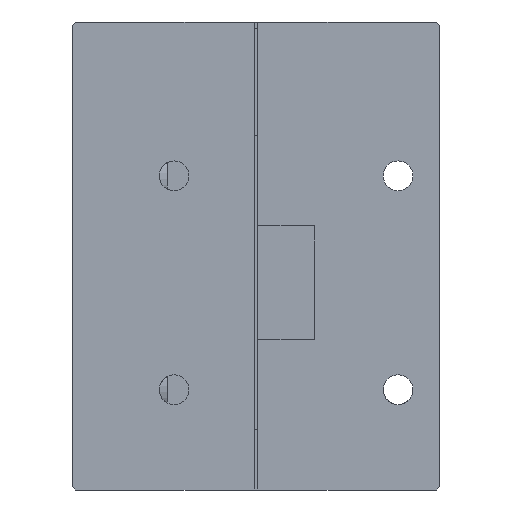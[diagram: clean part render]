
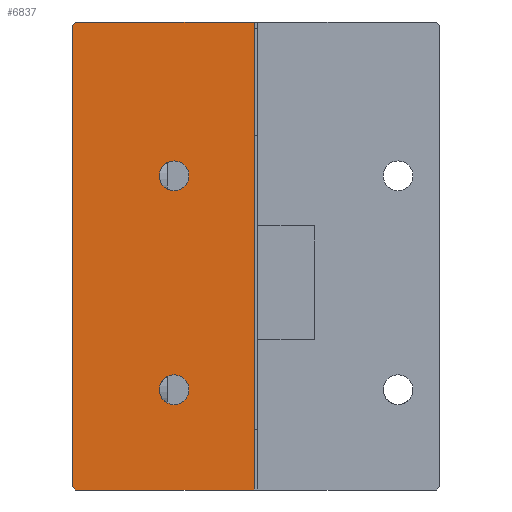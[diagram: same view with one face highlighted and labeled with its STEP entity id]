
A CAD part, left-side view. The second image highlights one B-rep face of the part: STEP entity #6837.
In plain terms, the highlighted planar face has unit normal (-1, 0, 0).
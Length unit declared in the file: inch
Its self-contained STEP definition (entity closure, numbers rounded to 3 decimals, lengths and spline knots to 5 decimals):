
#213 = DIRECTION ( 'NONE',  ( -1., 0., 0. ) ) ;
#933 = DIRECTION ( 'NONE',  ( 0., -1., 0. ) ) ;
#1166 = ORIENTED_EDGE ( 'NONE', *, *, #21730, .F. ) ;
#2007 = CARTESIAN_POINT ( 'NONE',  ( -3.90796, 0.43654, -0.48199 ) ) ;
#2847 = ORIENTED_EDGE ( 'NONE', *, *, #14850, .T. ) ;
#3103 = VERTEX_POINT ( 'NONE', #38246 ) ;
#3231 = CARTESIAN_POINT ( 'NONE',  ( -3.90796, 0.74154, 0.66251 ) ) ;
#3536 = ORIENTED_EDGE ( 'NONE', *, *, #38523, .T. ) ;
#4409 = VERTEX_POINT ( 'NONE', #24647 ) ;
#4677 = VECTOR ( 'NONE', #26089, 39.37008 ) ;
#5188 = CARTESIAN_POINT ( 'NONE',  ( -3.90796, 0.43654, 0.24701 ) ) ;
#5233 = CARTESIAN_POINT ( 'NONE',  ( -3.90796, 0.43654, 0.20251 ) ) ;
#5459 = VECTOR ( 'NONE', #8897, 39.37008 ) ;
#5491 = CARTESIAN_POINT ( 'NONE',  ( -3.90796, 0.74154, 0.66251 ) ) ;
#6569 = CARTESIAN_POINT ( 'NONE',  ( -3.90796, 0.43654, 0.20251 ) ) ;
#6752 = VECTOR ( 'NONE', #33956, 39.37008 ) ;
#6837 = ADVANCED_FACE ( 'NONE', ( #13564, #13347, #36519 ), #16865, .F. ) ;
#6859 = EDGE_CURVE ( 'NONE', #4409, #20769, #18707, .T. ) ;
#7316 = ORIENTED_EDGE ( 'NONE', *, *, #14847, .F. ) ;
#8827 = DIRECTION ( 'NONE',  ( 1., 0., 0. ) ) ;
#8897 = DIRECTION ( 'NONE',  ( 0., -0.707, -0.707 ) ) ;
#9101 = CARTESIAN_POINT ( 'NONE',  ( -3.90796, 0.74154, -0.72749 ) ) ;
#9508 = CARTESIAN_POINT ( 'NONE',  ( -3.90796, 0.19654, -0.73749 ) ) ;
#10580 = CARTESIAN_POINT ( 'NONE',  ( -3.90796, 0.73154, -0.73749 ) ) ;
#11004 = CIRCLE ( 'NONE', #35438, 0.0445 ) ;
#12108 = DIRECTION ( 'NONE',  ( 0., -1., 0. ) ) ;
#12301 = DIRECTION ( 'NONE',  ( 0., 0., 1. ) ) ;
#12519 = ORIENTED_EDGE ( 'NONE', *, *, #36957, .F. ) ;
#13149 = ORIENTED_EDGE ( 'NONE', *, *, #21127, .F. ) ;
#13347 = FACE_BOUND ( 'NONE', #26236, .T. ) ;
#13423 = DIRECTION ( 'NONE',  ( 0., 0., 1. ) ) ;
#13564 = FACE_BOUND ( 'NONE', #25786, .T. ) ;
#14023 = CARTESIAN_POINT ( 'NONE',  ( -3.90796, 0.19654, 0.66251 ) ) ;
#14847 = EDGE_CURVE ( 'NONE', #40034, #20395, #11004, .T. ) ;
#14850 = EDGE_CURVE ( 'NONE', #4409, #17796, #16938, .T. ) ;
#15364 = DIRECTION ( 'NONE',  ( -1., 0., 0. ) ) ;
#15886 = CARTESIAN_POINT ( 'NONE',  ( -3.90796, 0.43654, -0.39299 ) ) ;
#16551 = AXIS2_PLACEMENT_3D ( 'NONE', #5491, #8827, #33213 ) ;
#16865 = PLANE ( 'NONE',  #16551 ) ;
#16938 = LINE ( 'NONE', #30233, #6752 ) ;
#17796 = VERTEX_POINT ( 'NONE', #38290 ) ;
#18640 = CIRCLE ( 'NONE', #22868, 0.0445 ) ;
#18707 = LINE ( 'NONE', #3231, #20158 ) ;
#19078 = CARTESIAN_POINT ( 'NONE',  ( -3.90796, 0.43654, -0.43749 ) ) ;
#19168 = ORIENTED_EDGE ( 'NONE', *, *, #6859, .F. ) ;
#19517 = DIRECTION ( 'NONE',  ( -1., 0., 0. ) ) ;
#19762 = CARTESIAN_POINT ( 'NONE',  ( -3.90796, 0.74154, 0.66251 ) ) ;
#19931 = VERTEX_POINT ( 'NONE', #5188 ) ;
#20158 = VECTOR ( 'NONE', #12108, 39.37008 ) ;
#20395 = VERTEX_POINT ( 'NONE', #2007 ) ;
#20769 = VERTEX_POINT ( 'NONE', #14023 ) ;
#21127 = EDGE_CURVE ( 'NONE', #19931, #3103, #18640, .T. ) ;
#21730 = EDGE_CURVE ( 'NONE', #39937, #17796, #36163, .T. ) ;
#22868 = AXIS2_PLACEMENT_3D ( 'NONE', #5233, #15364, #38075 ) ;
#23196 = EDGE_CURVE ( 'NONE', #39937, #41164, #29854, .T. ) ;
#24647 = CARTESIAN_POINT ( 'NONE',  ( -3.90796, 0.73154, 0.66251 ) ) ;
#25786 = EDGE_LOOP ( 'NONE', ( #7316, #38980 ) ) ;
#25875 = LINE ( 'NONE', #39175, #35760 ) ;
#26089 = DIRECTION ( 'NONE',  ( 0., 0., 1. ) ) ;
#26220 = EDGE_LOOP ( 'NONE', ( #1166, #29665, #33963, #3536, #19168, #2847 ) ) ;
#26236 = EDGE_LOOP ( 'NONE', ( #13149, #12519 ) ) ;
#26562 = DIRECTION ( 'NONE',  ( -1., 0., 0. ) ) ;
#27923 = LINE ( 'NONE', #30928, #34545 ) ;
#29665 = ORIENTED_EDGE ( 'NONE', *, *, #23196, .T. ) ;
#29854 = LINE ( 'NONE', #38833, #5459 ) ;
#30233 = CARTESIAN_POINT ( 'NONE',  ( -3.90796, 0.74154, 0.65251 ) ) ;
#30928 = CARTESIAN_POINT ( 'NONE',  ( -3.90796, 0.74154, -0.73749 ) ) ;
#32180 = CIRCLE ( 'NONE', #35689, 0.0445 ) ;
#32825 = EDGE_CURVE ( 'NONE', #41164, #34340, #27923, .T. ) ;
#33065 = CARTESIAN_POINT ( 'NONE',  ( -3.90796, 0.43654, -0.43749 ) ) ;
#33213 = DIRECTION ( 'NONE',  ( 0., 0., -1. ) ) ;
#33956 = DIRECTION ( 'NONE',  ( 0., 0.707, -0.707 ) ) ;
#33963 = ORIENTED_EDGE ( 'NONE', *, *, #32825, .T. ) ;
#34340 = VERTEX_POINT ( 'NONE', #9508 ) ;
#34545 = VECTOR ( 'NONE', #933, 39.37008 ) ;
#35438 = AXIS2_PLACEMENT_3D ( 'NONE', #33065, #26562, #13423 ) ;
#35689 = AXIS2_PLACEMENT_3D ( 'NONE', #6569, #213, #39434 ) ;
#35760 = VECTOR ( 'NONE', #12301, 39.37008 ) ;
#35886 = DIRECTION ( 'NONE',  ( 0., 0., 1. ) ) ;
#36163 = LINE ( 'NONE', #19762, #4677 ) ;
#36519 = FACE_OUTER_BOUND ( 'NONE', #26220, .T. ) ;
#36957 = EDGE_CURVE ( 'NONE', #3103, #19931, #32180, .T. ) ;
#38075 = DIRECTION ( 'NONE',  ( 0., 0., 1. ) ) ;
#38246 = CARTESIAN_POINT ( 'NONE',  ( -3.90796, 0.43654, 0.15801 ) ) ;
#38290 = CARTESIAN_POINT ( 'NONE',  ( -3.90796, 0.74154, 0.65251 ) ) ;
#38357 = AXIS2_PLACEMENT_3D ( 'NONE', #19078, #19517, #35886 ) ;
#38523 = EDGE_CURVE ( 'NONE', #34340, #20769, #25875, .T. ) ;
#38833 = CARTESIAN_POINT ( 'NONE',  ( -3.90796, 0.74154, -0.72749 ) ) ;
#38980 = ORIENTED_EDGE ( 'NONE', *, *, #41979, .F. ) ;
#39175 = CARTESIAN_POINT ( 'NONE',  ( -3.90796, 0.19654, 0.66251 ) ) ;
#39434 = DIRECTION ( 'NONE',  ( 0., 0., 1. ) ) ;
#39937 = VERTEX_POINT ( 'NONE', #9101 ) ;
#40034 = VERTEX_POINT ( 'NONE', #15886 ) ;
#41164 = VERTEX_POINT ( 'NONE', #10580 ) ;
#41853 = CIRCLE ( 'NONE', #38357, 0.0445 ) ;
#41979 = EDGE_CURVE ( 'NONE', #20395, #40034, #41853, .T. ) ;
